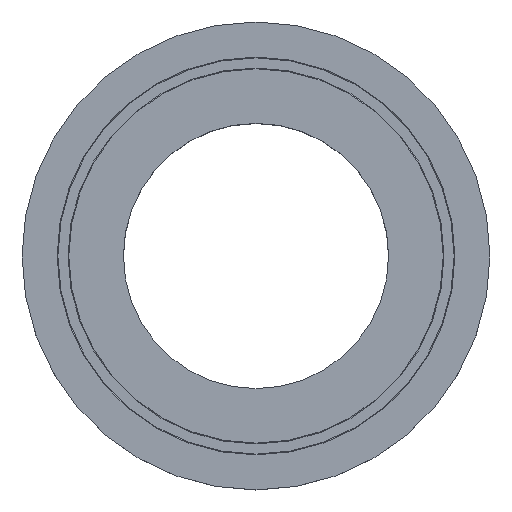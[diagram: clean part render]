
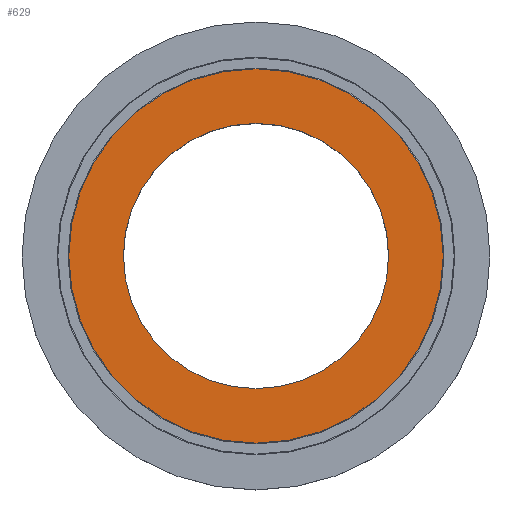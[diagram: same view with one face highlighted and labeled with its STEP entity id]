
A CAD part, top view. The second image highlights one B-rep face of the part: STEP entity #629.
In plain terms, the highlighted planar face has unit normal (0, 0, 1).
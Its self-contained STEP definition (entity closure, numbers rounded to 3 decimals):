
#38 = AXIS2_PLACEMENT_3D ( 'NONE', #421, #1895, #623 ) ;
#59 = AXIS2_PLACEMENT_3D ( 'NONE', #1206, #1337, #937 ) ;
#171 = CARTESIAN_POINT ( 'NONE',  ( 0., 0., 0. ) ) ;
#219 = CIRCLE ( 'NONE', #38, 51. ) ;
#255 = EDGE_CURVE ( 'NONE', #1456, #1788, #1633, .T. ) ;
#288 = CARTESIAN_POINT ( 'NONE',  ( 51., 0., 0. ) ) ;
#294 = VERTEX_POINT ( 'NONE', #288 ) ;
#326 = AXIS2_PLACEMENT_3D ( 'NONE', #532, #548, #545 ) ;
#394 = ORIENTED_EDGE ( 'NONE', *, *, #718, .T. ) ;
#421 = CARTESIAN_POINT ( 'NONE',  ( 0., 0., 0. ) ) ;
#441 = ORIENTED_EDGE ( 'NONE', *, *, #1856, .T. ) ;
#516 = CARTESIAN_POINT ( 'NONE',  ( -72., 0., 0. ) ) ;
#528 = CIRCLE ( 'NONE', #1758, 72. ) ;
#532 = CARTESIAN_POINT ( 'NONE',  ( 0., 0., 0. ) ) ;
#545 = DIRECTION ( 'NONE',  ( -1., 0., 0. ) ) ;
#548 = DIRECTION ( 'NONE',  ( 0., 0., -1. ) ) ;
#593 = EDGE_LOOP ( 'NONE', ( #1904, #441 ) ) ;
#623 = DIRECTION ( 'NONE',  ( -1., 0., 0. ) ) ;
#629 = ADVANCED_FACE ( 'NONE', ( #1449, #1497 ), #1879, .F. ) ;
#704 = EDGE_CURVE ( 'NONE', #1116, #294, #219, .T. ) ;
#718 = EDGE_CURVE ( 'NONE', #1788, #1456, #528, .T. ) ;
#917 = DIRECTION ( 'NONE',  ( 0., 0., 1. ) ) ;
#918 = CARTESIAN_POINT ( 'NONE',  ( -51., 0., 0. ) ) ;
#937 = DIRECTION ( 'NONE',  ( -1., 0., 0. ) ) ;
#946 = DIRECTION ( 'NONE',  ( 1., 0., 0. ) ) ;
#1041 = CARTESIAN_POINT ( 'NONE',  ( 0., 0., 0. ) ) ;
#1071 = DIRECTION ( 'NONE',  ( 0., 0., 1. ) ) ;
#1073 = DIRECTION ( 'NONE',  ( 1., 0., 0. ) ) ;
#1116 = VERTEX_POINT ( 'NONE', #918 ) ;
#1206 = CARTESIAN_POINT ( 'NONE',  ( 0., 0., 0. ) ) ;
#1337 = DIRECTION ( 'NONE',  ( 0., 0., -1. ) ) ;
#1449 = FACE_BOUND ( 'NONE', #593, .T. ) ;
#1456 = VERTEX_POINT ( 'NONE', #516 ) ;
#1497 = FACE_OUTER_BOUND ( 'NONE', #1748, .T. ) ;
#1631 = AXIS2_PLACEMENT_3D ( 'NONE', #171, #917, #946 ) ;
#1633 = CIRCLE ( 'NONE', #1631, 72. ) ;
#1748 = EDGE_LOOP ( 'NONE', ( #394, #1862 ) ) ;
#1758 = AXIS2_PLACEMENT_3D ( 'NONE', #1041, #1071, #1073 ) ;
#1788 = VERTEX_POINT ( 'NONE', #1876 ) ;
#1856 = EDGE_CURVE ( 'NONE', #294, #1116, #2039, .T. ) ;
#1862 = ORIENTED_EDGE ( 'NONE', *, *, #255, .T. ) ;
#1876 = CARTESIAN_POINT ( 'NONE',  ( 72., 0., 0. ) ) ;
#1879 = PLANE ( 'NONE',  #326 ) ;
#1895 = DIRECTION ( 'NONE',  ( 0., 0., -1. ) ) ;
#1904 = ORIENTED_EDGE ( 'NONE', *, *, #704, .T. ) ;
#2039 = CIRCLE ( 'NONE', #59, 51. ) ;
